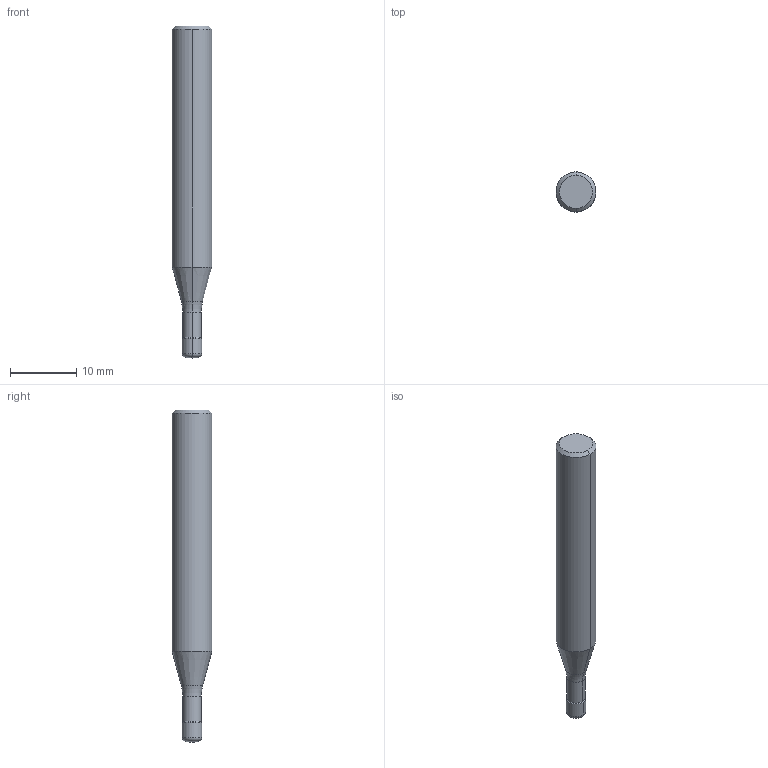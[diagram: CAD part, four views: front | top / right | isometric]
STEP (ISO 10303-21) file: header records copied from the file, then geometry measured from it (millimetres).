
FILE_DESCRIPTION(/* description */ (''),/* implementation_level */ '2;1');
FILE_NAME(/* name */ 'VQFDRBD0300N080.stp',/* time_stamp */ '2023-04-06T09:54:40+09:00',/* author */ (''),/* organization */ (''),/* preprocessor_version */ 'ST-DEVELOPER v16',/* originating_system */ 'SIEMENS PLM Software NX 10.0',/* authorisation */ '');
FILE_SCHEMA (('AUTOMOTIVE_DESIGN { 1 0 10303 214 3 1 1 1 }'));
Length unit declared in the file: millimetre
Products named in the file (1): VQFDRBD0300N080_ASM
Bounding box: 6 x 6 x 50 mm (x, y, z)
Volume: 1168.9 mm3; surface area: 875.6 mm2
Topology: 2 solids, 2 shells, 22 faces, 44 edges, 31 vertices
Faces by surface type: cylinder 6, cone 6, plane 4, torus 4, bspline 2
Entity records: 747 total; most frequent: CARTESIAN_POINT 154, DIRECTION 135, ORIENTED_EDGE 80, AXIS2_PLACEMENT_3D 60, EDGE_CURVE 40, CIRCLE 29, ADVANCED_FACE 22, FACE_OUTER_BOUND 22
